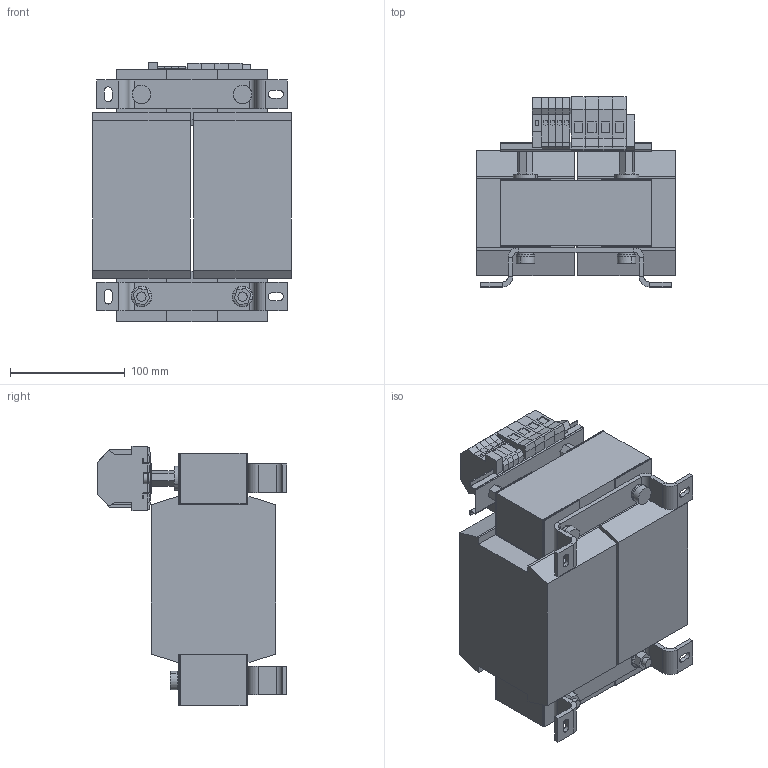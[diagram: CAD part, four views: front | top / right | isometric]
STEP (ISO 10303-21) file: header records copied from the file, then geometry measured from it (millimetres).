
FILE_DESCRIPTION (( 'STEP AP214' ), '1' );
FILE_NAME ('269211.STEP', '2020-08-03T06:31:57', ( '' ), ( '' ), 'SwSTEP 2.0', 'SolidWorks 2018', '' );
FILE_SCHEMA (( 'AUTOMOTIVE_DESIGN' ));
Length unit declared in the file: millimetre
Products named in the file (1): 269211
Bounding box: 173 x 165.1 x 226 mm (x, y, z)
Volume: 3392710.5 mm3; surface area: 253158.5 mm2
Topology: 1 solids, 1 shells, 714 faces, 1749 edges, 1079 vertices
Faces by surface type: plane 583, cylinder 123, cone 4, torus 4
Entity records: 20668 total; most frequent: CARTESIAN_POINT 3716, ORIENTED_EDGE 3498, DIRECTION 3414, EDGE_CURVE 1749, LINE 1462, VECTOR 1462, VERTEX_POINT 1079, AXIS2_PLACEMENT_3D 976
